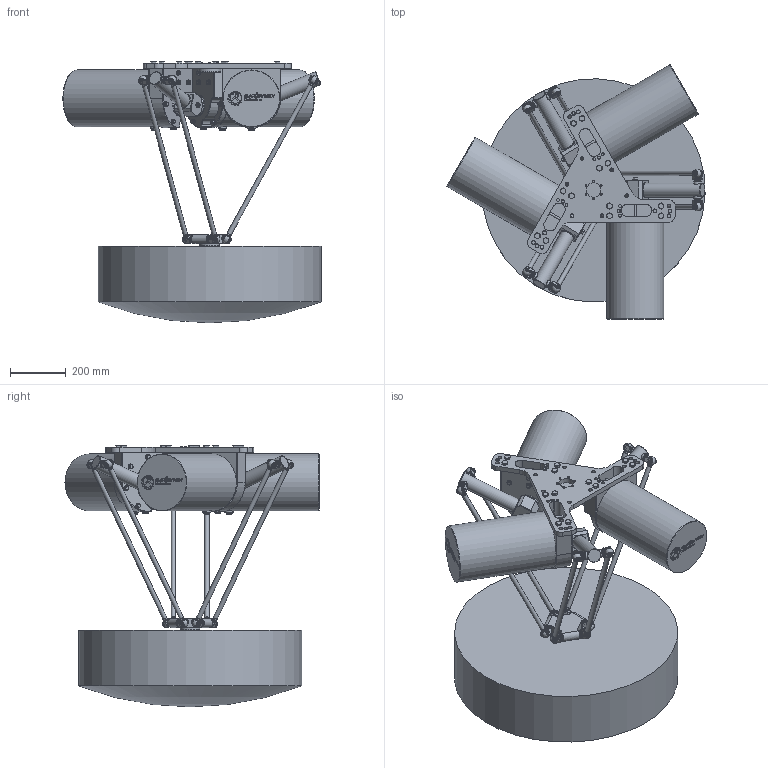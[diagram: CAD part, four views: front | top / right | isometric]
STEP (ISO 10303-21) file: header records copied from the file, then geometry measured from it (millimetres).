
FILE_DESCRIPTION(/* description */ ('Norm.iam Teamplte'),/* implementation_level */ '2;1');
FILE_NAME(/* name */ '3D-model_A_00892.stp',/* time_stamp */ '2023-02-24T12:54:45+01:00',/* author */ ('julien.schuhler'),/* organization */ (''),/* preprocessor_version */ 'ST-DEVELOPER v16.5',/* originating_system */ 'Autodesk Inventor 2017',/* authorisation */ '');
FILE_SCHEMA (('AUTOMOTIVE_DESIGN { 1 0 10303 214 3 1 1 }'));
Products named in the file (7): A_00892_DUMMY HHD DELTA Robotermechanik RL4-1200-3kg; MT_WST00112881; MT_WST00104314; MT_WST00112961 n/a; MT_WST00113180 n/a; MT_WST00112980 Dummy Kopfplatte; MT_WST00112981 Werkzeugträger Dummy
Assembly tree (18 placements, depth 2):
  A_00892_DUMMY HHD DELTA Robotermechanik RL4-1200-3kg
    MT_WST00112881
    MT_WST00104314  x6
    MT_WST00112961 n/a  x6
    MT_WST00113180 n/a  x3
    MT_WST00112980 Dummy Kopfplatte
    MT_WST00112981 Werkzeugträger Dummy
Bounding box: 925.36 x 910.37 x 937.5 mm (x, y, z)
Volume: 166456810.1 mm3; surface area: 3370526.2 mm2
Topology: 18 solids, 18 shells, 2555 faces, 6187 edges, 3958 vertices
Faces by surface type: plane 1182, cylinder 694, torus 325, cone 188, bspline 153, sphere 13
Full cylindrical faces by diameter (mm): 4.134 x4, 5 x1, 6 x24, 7 x6, 8 x12, 10 x3, 10.106 x6, 11 x30, 12 x1, 13.5 x12, 16 x66, 16.9 x27, 17.2 x12, 22 x6, 25 x1, 28 x6, 30 x3, 49 x3, 50 x3, 52 x1, 67 x6, 70 x1, 82 x1, 204 x3, 800 x1
Entity records: 59015 total; most frequent: CARTESIAN_POINT 18662, DIRECTION 8052, ORIENTED_EDGE 7816, EDGE_CURVE 3908, AXIS2_PLACEMENT_3D 3038, VERTEX_POINT 2668, EDGE_LOOP 2278, LINE 1976
